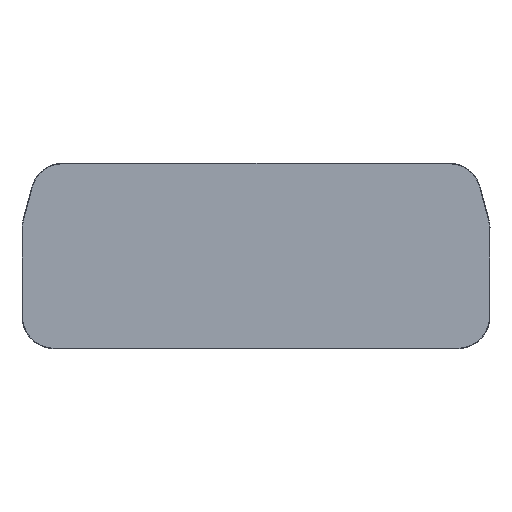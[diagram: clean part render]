
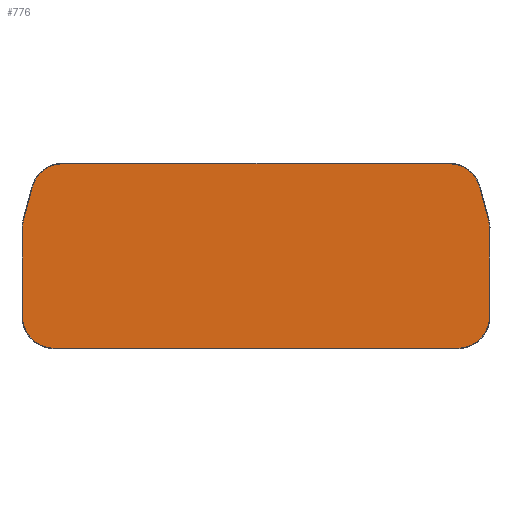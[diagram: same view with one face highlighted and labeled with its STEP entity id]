
A CAD part, top view. The second image highlights one B-rep face of the part: STEP entity #776.
In plain terms, the highlighted planar face has unit normal (0, 0, 1).
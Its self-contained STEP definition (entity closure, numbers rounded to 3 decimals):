
#3 = CARTESIAN_POINT ( 'NONE',  ( 74.513, -4.69, 1. ) ) ;
#30 = VECTOR ( 'NONE', #1118, 1000. ) ;
#34 = VERTEX_POINT ( 'NONE', #670 ) ;
#37 = FACE_OUTER_BOUND ( 'NONE', #228, .T. ) ;
#43 = CARTESIAN_POINT ( 'NONE',  ( 72.697, 19.447, 1. ) ) ;
#46 = VECTOR ( 'NONE', #885, 1000. ) ;
#49 = EDGE_CURVE ( 'NONE', #530, #280, #677, .T. ) ;
#82 = ORIENTED_EDGE ( 'NONE', *, *, #351, .T. ) ;
#83 = CARTESIAN_POINT ( 'NONE',  ( -6.702, -10.59, 1. ) ) ;
#84 = CARTESIAN_POINT ( 'NONE',  ( -12.602, 11.893, 1. ) ) ;
#88 = EDGE_CURVE ( 'NONE', #1023, #350, #425, .T. ) ;
#94 = VERTEX_POINT ( 'NONE', #429 ) ;
#124 = AXIS2_PLACEMENT_3D ( 'NONE', #668, #142, #856 ) ;
#126 = DIRECTION ( 'NONE',  ( 1., 0., 0. ) ) ;
#127 = ORIENTED_EDGE ( 'NONE', *, *, #1025, .T. ) ;
#142 = DIRECTION ( 'NONE',  ( 0., 0., 1. ) ) ;
#143 = CIRCLE ( 'NONE', #124, 5.9 ) ;
#173 = DIRECTION ( 'NONE',  ( 1., 0., 0. ) ) ;
#177 = DIRECTION ( 'NONE',  ( 1., 0., 0. ) ) ;
#196 = EDGE_CURVE ( 'NONE', #421, #832, #706, .T. ) ;
#201 = AXIS2_PLACEMENT_3D ( 'NONE', #609, #367, #620 ) ;
#205 = VERTEX_POINT ( 'NONE', #541 ) ;
#208 = CARTESIAN_POINT ( 'NONE',  ( -6.702, -4.69, 1. ) ) ;
#213 = AXIS2_PLACEMENT_3D ( 'NONE', #726, #471, #734 ) ;
#228 = EDGE_LOOP ( 'NONE', ( #127, #414, #560, #569, #916, #328, #775, #1068, #460, #480, #1133, #82 ) ) ;
#231 = CARTESIAN_POINT ( 'NONE',  ( -6.702, 11.893, 1. ) ) ;
#242 = CARTESIAN_POINT ( 'NONE',  ( -5.087, 23.82, 1. ) ) ;
#275 = CIRCLE ( 'NONE', #201, 5.9 ) ;
#280 = VERTEX_POINT ( 'NONE', #836 ) ;
#292 = VECTOR ( 'NONE', #177, 1000. ) ;
#294 = PLANE ( 'NONE',  #213 ) ;
#297 = EDGE_CURVE ( 'NONE', #34, #430, #1031, .T. ) ;
#307 = CIRCLE ( 'NONE', #975, 5.9 ) ;
#328 = ORIENTED_EDGE ( 'NONE', *, *, #1124, .T. ) ;
#350 = VERTEX_POINT ( 'NONE', #43 ) ;
#351 = EDGE_CURVE ( 'NONE', #205, #94, #307, .T. ) ;
#352 = CARTESIAN_POINT ( 'NONE',  ( 68.613, -10.59, 1. ) ) ;
#357 = CARTESIAN_POINT ( 'NONE',  ( 66.998, 23.82, 1. ) ) ;
#367 = DIRECTION ( 'NONE',  ( 0., 0., 1. ) ) ;
#384 = CARTESIAN_POINT ( 'NONE',  ( 74.513, 11.893, 1. ) ) ;
#394 = DIRECTION ( 'NONE',  ( 1., 0., 0. ) ) ;
#401 = DIRECTION ( 'NONE',  ( 0., 0., 1. ) ) ;
#414 = ORIENTED_EDGE ( 'NONE', *, *, #947, .T. ) ;
#417 = CARTESIAN_POINT ( 'NONE',  ( 68.613, 11.893, 1. ) ) ;
#421 = VERTEX_POINT ( 'NONE', #950 ) ;
#422 = EDGE_CURVE ( 'NONE', #430, #205, #926, .T. ) ;
#425 = LINE ( 'NONE', #509, #30 ) ;
#429 = CARTESIAN_POINT ( 'NONE',  ( -6.702, -10.59, 1. ) ) ;
#430 = VERTEX_POINT ( 'NONE', #508 ) ;
#460 = ORIENTED_EDGE ( 'NONE', *, *, #920, .T. ) ;
#471 = DIRECTION ( 'NONE',  ( 0., 0., 1. ) ) ;
#480 = ORIENTED_EDGE ( 'NONE', *, *, #297, .T. ) ;
#483 = VECTOR ( 'NONE', #701, 1000. ) ;
#508 = CARTESIAN_POINT ( 'NONE',  ( -12.602, 11.893, 1. ) ) ;
#509 = CARTESIAN_POINT ( 'NONE',  ( 74.312, 13.42, 1. ) ) ;
#517 = CARTESIAN_POINT ( 'NONE',  ( 66.998, 23.82, 1. ) ) ;
#523 = LINE ( 'NONE', #83, #292 ) ;
#530 = VERTEX_POINT ( 'NONE', #242 ) ;
#541 = CARTESIAN_POINT ( 'NONE',  ( -12.602, -4.69, 1. ) ) ;
#560 = ORIENTED_EDGE ( 'NONE', *, *, #196, .T. ) ;
#569 = ORIENTED_EDGE ( 'NONE', *, *, #898, .T. ) ;
#588 = LINE ( 'NONE', #1097, #1052 ) ;
#608 = EDGE_CURVE ( 'NONE', #1007, #530, #1048, .T. ) ;
#609 = CARTESIAN_POINT ( 'NONE',  ( 66.998, 17.92, 1. ) ) ;
#620 = DIRECTION ( 'NONE',  ( 1., 0., 0. ) ) ;
#662 = AXIS2_PLACEMENT_3D ( 'NONE', #231, #401, #126 ) ;
#668 = CARTESIAN_POINT ( 'NONE',  ( 68.613, -4.69, 1. ) ) ;
#670 = CARTESIAN_POINT ( 'NONE',  ( -12.401, 13.42, 1. ) ) ;
#677 = CIRCLE ( 'NONE', #823, 5.9 ) ;
#678 = DIRECTION ( 'NONE',  ( 0., -1., 0. ) ) ;
#701 = DIRECTION ( 'NONE',  ( -1., 0., 0. ) ) ;
#706 = LINE ( 'NONE', #3, #46 ) ;
#726 = CARTESIAN_POINT ( 'NONE',  ( 31.207, 4.493, 1. ) ) ;
#734 = DIRECTION ( 'NONE',  ( 1., 0., 0. ) ) ;
#742 = VERTEX_POINT ( 'NONE', #352 ) ;
#775 = ORIENTED_EDGE ( 'NONE', *, *, #608, .T. ) ;
#776 = ADVANCED_FACE ( 'NONE', ( #37 ), #294, .T. ) ;
#823 = AXIS2_PLACEMENT_3D ( 'NONE', #1132, #1022, #173 ) ;
#830 = AXIS2_PLACEMENT_3D ( 'NONE', #417, #1122, #844 ) ;
#832 = VERTEX_POINT ( 'NONE', #384 ) ;
#836 = CARTESIAN_POINT ( 'NONE',  ( -10.786, 19.447, 1. ) ) ;
#844 = DIRECTION ( 'NONE',  ( 1., 0., 0. ) ) ;
#856 = DIRECTION ( 'NONE',  ( 1., 0., 0. ) ) ;
#885 = DIRECTION ( 'NONE',  ( 0., 1., 0. ) ) ;
#898 = EDGE_CURVE ( 'NONE', #832, #1023, #1127, .T. ) ;
#916 = ORIENTED_EDGE ( 'NONE', *, *, #88, .T. ) ;
#919 = DIRECTION ( 'NONE',  ( -0.259, -0.966, 0. ) ) ;
#920 = EDGE_CURVE ( 'NONE', #280, #34, #588, .T. ) ;
#926 = LINE ( 'NONE', #84, #1123 ) ;
#947 = EDGE_CURVE ( 'NONE', #742, #421, #143, .T. ) ;
#950 = CARTESIAN_POINT ( 'NONE',  ( 74.513, -4.69, 1. ) ) ;
#975 = AXIS2_PLACEMENT_3D ( 'NONE', #208, #1090, #394 ) ;
#1007 = VERTEX_POINT ( 'NONE', #517 ) ;
#1022 = DIRECTION ( 'NONE',  ( 0., 0., 1. ) ) ;
#1023 = VERTEX_POINT ( 'NONE', #1063 ) ;
#1025 = EDGE_CURVE ( 'NONE', #94, #742, #523, .T. ) ;
#1031 = CIRCLE ( 'NONE', #662, 5.9 ) ;
#1048 = LINE ( 'NONE', #357, #483 ) ;
#1052 = VECTOR ( 'NONE', #919, 1000. ) ;
#1063 = CARTESIAN_POINT ( 'NONE',  ( 74.312, 13.42, 1. ) ) ;
#1068 = ORIENTED_EDGE ( 'NONE', *, *, #49, .T. ) ;
#1090 = DIRECTION ( 'NONE',  ( 0., 0., 1. ) ) ;
#1097 = CARTESIAN_POINT ( 'NONE',  ( -10.786, 19.447, 1. ) ) ;
#1118 = DIRECTION ( 'NONE',  ( -0.259, 0.966, 0. ) ) ;
#1122 = DIRECTION ( 'NONE',  ( 0., 0., 1. ) ) ;
#1123 = VECTOR ( 'NONE', #678, 1000. ) ;
#1124 = EDGE_CURVE ( 'NONE', #350, #1007, #275, .T. ) ;
#1127 = CIRCLE ( 'NONE', #830, 5.9 ) ;
#1132 = CARTESIAN_POINT ( 'NONE',  ( -5.087, 17.92, 1. ) ) ;
#1133 = ORIENTED_EDGE ( 'NONE', *, *, #422, .T. ) ;
